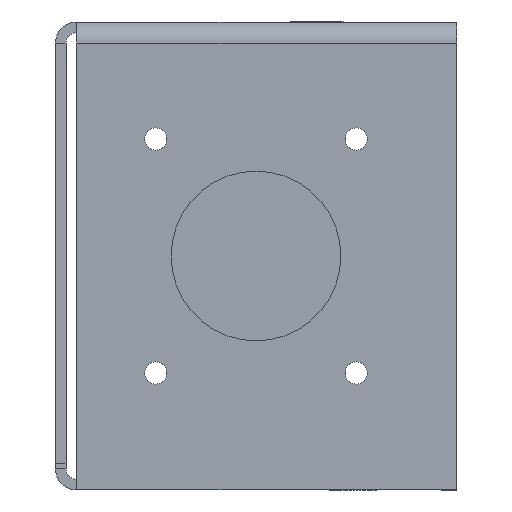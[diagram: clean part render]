
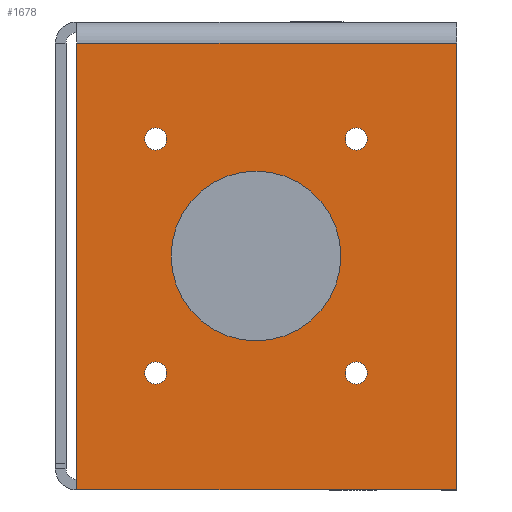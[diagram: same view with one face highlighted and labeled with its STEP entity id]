
A CAD part, left-side view. The second image highlights one B-rep face of the part: STEP entity #1678.
In plain terms, the highlighted planar face has unit normal (-1, 0, 0).
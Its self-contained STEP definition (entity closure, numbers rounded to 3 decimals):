
#30=LINE('',#2602,#138);
#35=LINE('',#2615,#143);
#42=LINE('',#2633,#150);
#44=LINE('',#2636,#152);
#138=VECTOR('',#2092,56.825);
#143=VECTOR('',#2103,66.825);
#150=VECTOR('',#2122,66.825);
#152=VECTOR('',#2126,56.825);
#240=PLANE('',#1822);
#324=FACE_BOUND('',#566,.T.);
#325=FACE_BOUND('',#567,.T.);
#326=FACE_BOUND('',#568,.T.);
#327=FACE_BOUND('',#569,.T.);
#328=FACE_BOUND('',#570,.T.);
#329=FACE_BOUND('',#571,.T.);
#566=EDGE_LOOP('',(#1279));
#567=EDGE_LOOP('',(#1280));
#568=EDGE_LOOP('',(#1281));
#569=EDGE_LOOP('',(#1282));
#570=EDGE_LOOP('',(#1283));
#571=EDGE_LOOP('',(#1284,#1285,#1286,#1287));
#719=CIRCLE('',#1758,1.65);
#727=CIRCLE('',#1770,1.65);
#735=CIRCLE('',#1782,1.65);
#743=CIRCLE('',#1794,1.65);
#751=CIRCLE('',#1806,12.7);
#821=VERTEX_POINT('',#2481);
#829=VERTEX_POINT('',#2501);
#837=VERTEX_POINT('',#2521);
#845=VERTEX_POINT('',#2541);
#853=VERTEX_POINT('',#2561);
#870=VERTEX_POINT('',#2600);
#871=VERTEX_POINT('',#2601);
#876=VERTEX_POINT('',#2613);
#881=VERTEX_POINT('',#2632);
#971=EDGE_CURVE('',#821,#821,#719,.T.);
#979=EDGE_CURVE('',#829,#829,#727,.T.);
#987=EDGE_CURVE('',#837,#837,#735,.T.);
#995=EDGE_CURVE('',#845,#845,#743,.T.);
#1003=EDGE_CURVE('',#853,#853,#751,.T.);
#1020=EDGE_CURVE('',#870,#871,#30,.T.);
#1027=EDGE_CURVE('',#876,#871,#35,.T.);
#1036=EDGE_CURVE('',#870,#881,#42,.T.);
#1038=EDGE_CURVE('',#881,#876,#44,.T.);
#1279=ORIENTED_EDGE('',*,*,#971,.T.);
#1280=ORIENTED_EDGE('',*,*,#979,.T.);
#1281=ORIENTED_EDGE('',*,*,#987,.T.);
#1282=ORIENTED_EDGE('',*,*,#995,.T.);
#1283=ORIENTED_EDGE('',*,*,#1003,.T.);
#1284=ORIENTED_EDGE('',*,*,#1020,.T.);
#1285=ORIENTED_EDGE('',*,*,#1027,.F.);
#1286=ORIENTED_EDGE('',*,*,#1038,.F.);
#1287=ORIENTED_EDGE('',*,*,#1036,.F.);
#1678=ADVANCED_FACE('',(#324,#325,#326,#327,#328,#329),#240,.T.);
#1758=AXIS2_PLACEMENT_3D('',#2482,#1968,#1969);
#1770=AXIS2_PLACEMENT_3D('',#2502,#1992,#1993);
#1782=AXIS2_PLACEMENT_3D('',#2522,#2016,#2017);
#1794=AXIS2_PLACEMENT_3D('',#2542,#2040,#2041);
#1806=AXIS2_PLACEMENT_3D('',#2562,#2064,#2065);
#1822=AXIS2_PLACEMENT_3D('',#2637,#2127,#2128);
#1968=DIRECTION('center_axis',(1.,0.,0.));
#1969=DIRECTION('ref_axis',(0.,0.,
1.));
#1992=DIRECTION('center_axis',(1.,0.,0.));
#1993=DIRECTION('ref_axis',(0.,0.,
1.));
#2016=DIRECTION('center_axis',(1.,0.,0.));
#2017=DIRECTION('ref_axis',(0.,0.,
1.));
#2040=DIRECTION('center_axis',(1.,0.,0.));
#2041=DIRECTION('ref_axis',(0.,0.,
1.));
#2064=DIRECTION('center_axis',(1.,0.,0.));
#2065=DIRECTION('ref_axis',(0.,0.,
-1.));
#2092=DIRECTION('',(0.,1.,0.));
#2103=DIRECTION('',(0.,0.,1.));
#2122=DIRECTION('',(0.,0.,-1.));
#2126=DIRECTION('',(0.,1.,0.));
#2127=DIRECTION('center_axis',(-1.,0.,0.));
#2128=DIRECTION('ref_axis',(0.,0.,
1.));
#2481=CARTESIAN_POINT('',(-165.,-43.412,15.85));
#2482=CARTESIAN_POINT('Origin',(-165.,-43.412,17.5));
#2501=CARTESIAN_POINT('',(-165.,-13.412,15.85));
#2502=CARTESIAN_POINT('Origin',(-165.,-13.412,17.5));
#2521=CARTESIAN_POINT('',(-165.,-13.412,-19.15));
#2522=CARTESIAN_POINT('Origin',(-165.,-13.412,-17.5));
#2541=CARTESIAN_POINT('',(-165.,-43.412,-19.15));
#2542=CARTESIAN_POINT('Origin',(-165.,-43.412,-17.5));
#2561=CARTESIAN_POINT('',(-165.,-28.413,12.7));
#2562=CARTESIAN_POINT('Origin',(-165.,-28.413,0.));
#2600=CARTESIAN_POINT('',(-165.,-58.413,31.825));
#2601=CARTESIAN_POINT('',(-165.,-1.588,31.825));
#2602=CARTESIAN_POINT('',(-165.,-30.,31.825));
#2613=CARTESIAN_POINT('',(-165.,-1.587,-35.));
#2615=CARTESIAN_POINT('',(-165.,-1.588,39.007));
#2632=CARTESIAN_POINT('',(-165.,-58.412,-35.));
#2633=CARTESIAN_POINT('',(-165.,-58.413,31.825));
#2636=CARTESIAN_POINT('',(-165.,-58.412,-35.));
#2637=CARTESIAN_POINT('Origin',(-165.,-30.,0.208));
